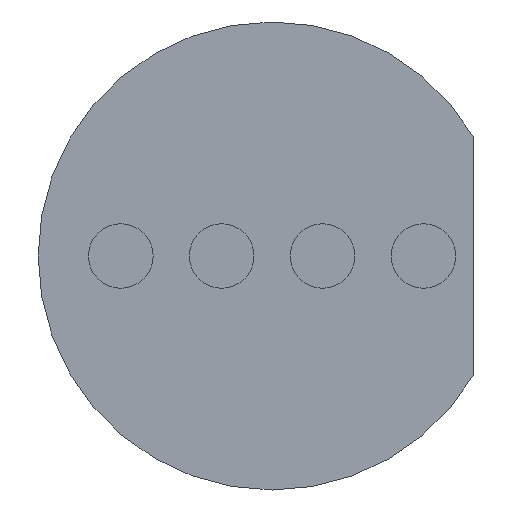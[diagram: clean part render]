
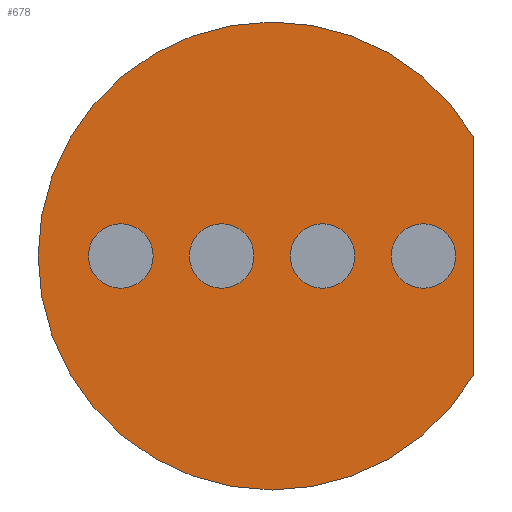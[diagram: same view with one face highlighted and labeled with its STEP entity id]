
A CAD part, front view. The second image highlights one B-rep face of the part: STEP entity #678.
In plain terms, the highlighted planar face has unit normal (0, -1, 0).
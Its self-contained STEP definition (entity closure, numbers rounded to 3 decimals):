
#12 = VECTOR ( 'NONE', #731, 1000. ) ;
#15 = DIRECTION ( 'NONE',  ( 0., 1., 0. ) ) ;
#36 = CIRCLE ( 'NONE', #379, 2.9 ) ;
#42 = EDGE_CURVE ( 'NONE', #546, #528, #598, .T. ) ;
#63 = ORIENTED_EDGE ( 'NONE', *, *, #676, .F. ) ;
#68 = CARTESIAN_POINT ( 'NONE',  ( 0., 0., -2.9 ) ) ;
#77 = AXIS2_PLACEMENT_3D ( 'NONE', #570, #15, #316 ) ;
#98 = CARTESIAN_POINT ( 'NONE',  ( 2.5, 0., -1.47 ) ) ;
#164 = LINE ( 'NONE', #672, #12 ) ;
#185 = VERTEX_POINT ( 'NONE', #98 ) ;
#201 = ORIENTED_EDGE ( 'NONE', *, *, #42, .F. ) ;
#220 = DIRECTION ( 'NONE',  ( 0., 1., 0. ) ) ;
#227 = ORIENTED_EDGE ( 'NONE', *, *, #281, .F. ) ;
#228 = EDGE_LOOP ( 'NONE', ( #63, #227, #201, #398 ) ) ;
#265 = AXIS2_PLACEMENT_3D ( 'NONE', #412, #522, #638 ) ;
#281 = EDGE_CURVE ( 'NONE', #528, #185, #164, .T. ) ;
#300 = DIRECTION ( 'NONE',  ( 0., 1., 0. ) ) ;
#316 = DIRECTION ( 'NONE',  ( 0., 0., 1. ) ) ;
#379 = AXIS2_PLACEMENT_3D ( 'NONE', #409, #300, #736 ) ;
#398 = ORIENTED_EDGE ( 'NONE', *, *, #552, .F. ) ;
#409 = CARTESIAN_POINT ( 'NONE',  ( 0., 0., 0. ) ) ;
#412 = CARTESIAN_POINT ( 'NONE',  ( 0., 0., 0. ) ) ;
#481 = PLANE ( 'NONE',  #77 ) ;
#522 = DIRECTION ( 'NONE',  ( 0., 1., 0. ) ) ;
#528 = VERTEX_POINT ( 'NONE', #641 ) ;
#546 = VERTEX_POINT ( 'NONE', #629 ) ;
#552 = EDGE_CURVE ( 'NONE', #705, #546, #36, .T. ) ;
#553 = CARTESIAN_POINT ( 'NONE',  ( 0., 0., 0. ) ) ;
#554 = FACE_OUTER_BOUND ( 'NONE', #228, .T. ) ;
#570 = CARTESIAN_POINT ( 'NONE',  ( 0., 0., 0. ) ) ;
#574 = AXIS2_PLACEMENT_3D ( 'NONE', #553, #220, #723 ) ;
#598 = CIRCLE ( 'NONE', #574, 2.9 ) ;
#619 = CIRCLE ( 'NONE', #265, 2.9 ) ;
#629 = CARTESIAN_POINT ( 'NONE',  ( 0., 0., 2.9 ) ) ;
#638 = DIRECTION ( 'NONE',  ( 0., 0., 1. ) ) ;
#641 = CARTESIAN_POINT ( 'NONE',  ( 2.5, 0., 1.47 ) ) ;
#672 = CARTESIAN_POINT ( 'NONE',  ( 2.5, 0., -1.47 ) ) ;
#676 = EDGE_CURVE ( 'NONE', #185, #705, #619, .T. ) ;
#678 = ADVANCED_FACE ( 'NONE', ( #554 ), #481, .F. ) ;
#705 = VERTEX_POINT ( 'NONE', #68 ) ;
#723 = DIRECTION ( 'NONE',  ( 0., 0., 1. ) ) ;
#731 = DIRECTION ( 'NONE',  ( 0., 0., -1. ) ) ;
#736 = DIRECTION ( 'NONE',  ( 0., 0., 1. ) ) ;
